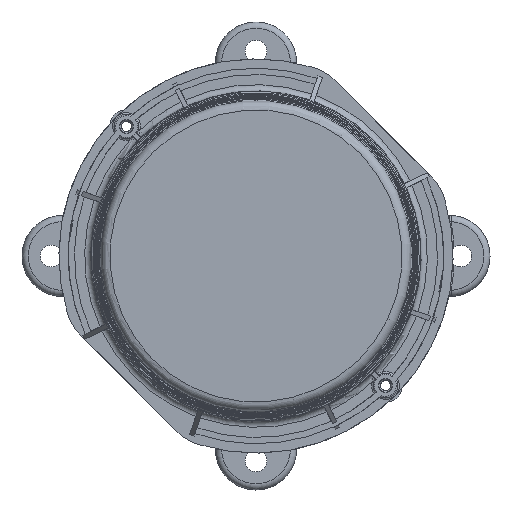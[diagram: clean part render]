
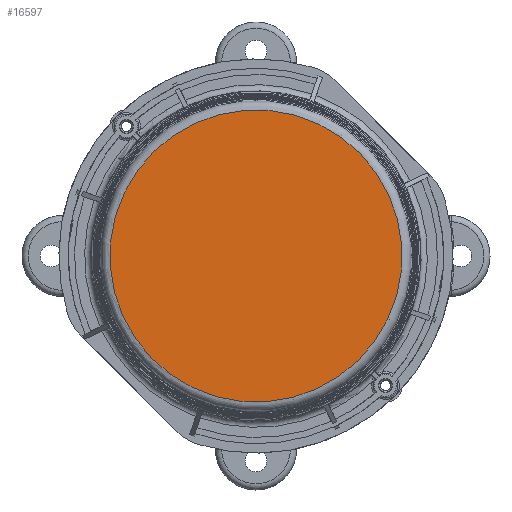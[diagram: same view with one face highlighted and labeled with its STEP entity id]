
A CAD part, front view. The second image highlights one B-rep face of the part: STEP entity #16597.
In plain terms, the highlighted face is planar.
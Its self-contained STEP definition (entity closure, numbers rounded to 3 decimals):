
#473=CIRCLE('',#17740,47.06);
#1445=FACE_OUTER_BOUND('',#2381,.T.);
#2381=EDGE_LOOP('',(#12467));
#7444=VERTEX_POINT('',#25713);
#9293=EDGE_CURVE('',#7444,#7444,#473,.T.);
#12467=ORIENTED_EDGE('',*,*,#9293,.T.);
#15976=PLANE('',#17741);
#16597=ADVANCED_FACE('',(#1445),#15976,.F.);
#17740=AXIS2_PLACEMENT_3D('',#25715,#20353,#20354);
#17741=AXIS2_PLACEMENT_3D('',#25716,#20355,#20356);
#20353=DIRECTION('center_axis',(0.707,-0.707,0.));
#20354=DIRECTION('ref_axis',(-0.5,-0.5,-0.707));
#20355=DIRECTION('center_axis',(-0.707,0.707,0.));
#20356=DIRECTION('ref_axis',(-0.5,-0.5,-0.707));
#25713=CARTESIAN_POINT('',(170.462,-122.987,18.48));
#25715=CARTESIAN_POINT('Origin',(146.725,-146.725,-14.5));
#25716=CARTESIAN_POINT('Origin',(146.725,-146.725,-14.5));
